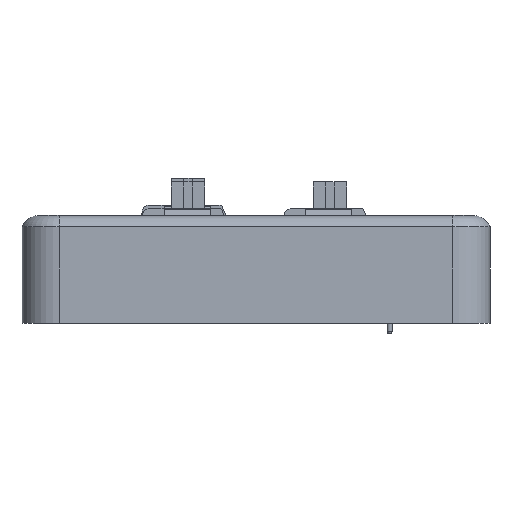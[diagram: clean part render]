
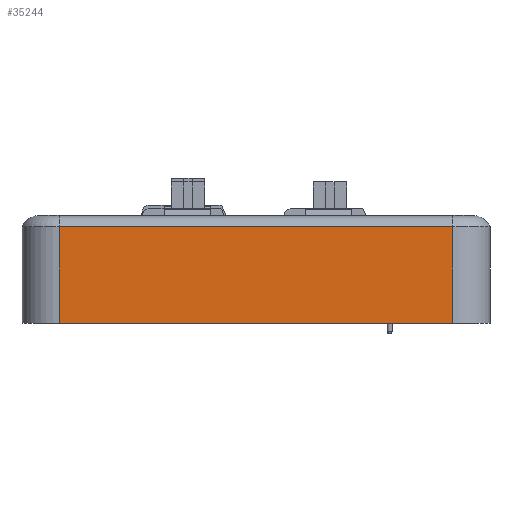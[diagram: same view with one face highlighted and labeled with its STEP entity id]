
A CAD part, left-side view. The second image highlights one B-rep face of the part: STEP entity #35244.
In plain terms, the highlighted planar face has unit normal (-1, 0, 0).
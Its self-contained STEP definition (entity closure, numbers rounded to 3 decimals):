
#2273=PLANE('',#37564);
#3461=FACE_OUTER_BOUND('',#5478,.T.);
#5478=EDGE_LOOP('',(#24493,#24494,#24495,#24496));
#7733=LINE('',#48271,#11350);
#7746=LINE('',#48304,#11363);
#7751=LINE('',#48326,#11368);
#7776=LINE('',#48394,#11393);
#11350=VECTOR('',#39906,10.);
#11363=VECTOR('',#39929,10.);
#11368=VECTOR('',#39952,10.);
#11393=VECTOR('',#40027,10.);
#15691=VERTEX_POINT('',#48268);
#15692=VERTEX_POINT('',#48270);
#15707=VERTEX_POINT('',#48302);
#15715=VERTEX_POINT('',#48324);
#19145=EDGE_CURVE('',#15691,#15692,#7733,.T.);
#19162=EDGE_CURVE('',#15707,#15691,#7746,.T.);
#19173=EDGE_CURVE('',#15715,#15707,#7751,.T.);
#19207=EDGE_CURVE('',#15692,#15715,#7776,.T.);
#24493=ORIENTED_EDGE('',*,*,#19145,.F.);
#24494=ORIENTED_EDGE('',*,*,#19162,.F.);
#24495=ORIENTED_EDGE('',*,*,#19173,.F.);
#24496=ORIENTED_EDGE('',*,*,#19207,.F.);
#35244=ADVANCED_FACE('',(#3461),#2273,.T.);
#37564=AXIS2_PLACEMENT_3D('',#48393,#40025,#40026);
#39906=DIRECTION('',(0.,0.,-1.));
#39929=DIRECTION('',(0.,-1.,0.));
#39952=DIRECTION('',(0.,0.,1.));
#40025=DIRECTION('center_axis',(-1.,0.,0.));
#40026=DIRECTION('ref_axis',(0.,-1.,0.));
#40027=DIRECTION('',(0.,1.,0.));
#48268=CARTESIAN_POINT('',(-91.892,-8.5,13.));
#48270=CARTESIAN_POINT('',(-91.892,-8.5,0.));
#48271=CARTESIAN_POINT('',(-91.892,-8.5,0.));
#48302=CARTESIAN_POINT('',(-91.892,44.363,13.));
#48304=CARTESIAN_POINT('',(-91.892,-13.5,13.));
#48324=CARTESIAN_POINT('',(-91.892,44.363,0.));
#48326=CARTESIAN_POINT('',(-91.892,44.363,0.));
#48393=CARTESIAN_POINT('Origin',(-91.892,49.363,0.));
#48394=CARTESIAN_POINT('',(-91.892,-13.5,0.));
